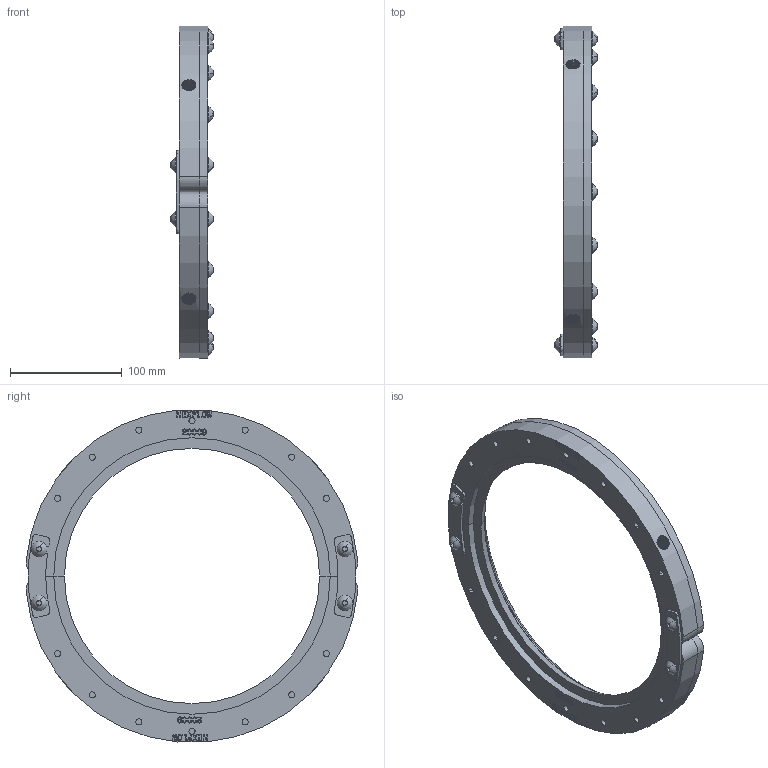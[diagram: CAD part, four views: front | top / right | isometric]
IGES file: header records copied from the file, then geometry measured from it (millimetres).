
Start section: START RECORD GO HERE.
Global section: file name: Assy.igs; native system: DASSAULT SYSTEMES CATIA V5 R20 - www.3ds.com; preprocessor: CATIA Version 5 Release 20 ; author: DESIGNENG; organization: DESIGNENG; date: 20160315.105911; units: millimetre
Bounding box: 38.27 x 297.25 x 297.37 mm (x, y, z)
Volume: 606921.3 mm3; surface area: 174969.6 mm2
Topology: 28 solids, 28 shells, 1586 faces, 4212 edges, 2736 vertices
Faces by surface type: plane 972, revolution 350, bspline 264
